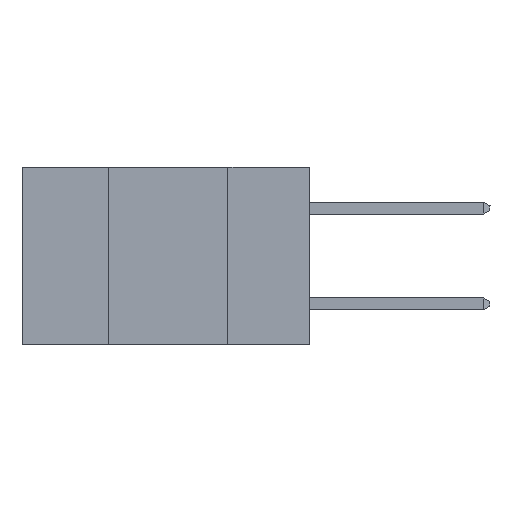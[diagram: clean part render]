
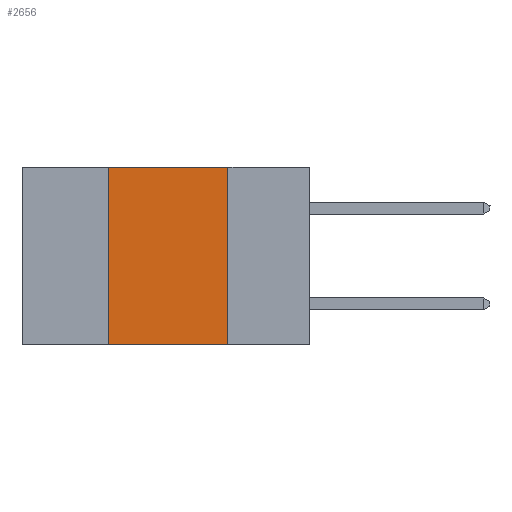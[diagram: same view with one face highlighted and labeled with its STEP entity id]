
A CAD part, left-side view. The second image highlights one B-rep face of the part: STEP entity #2656.
In plain terms, the highlighted planar face has unit normal (-1, 0, 0).
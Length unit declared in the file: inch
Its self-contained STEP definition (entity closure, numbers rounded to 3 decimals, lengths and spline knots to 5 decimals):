
#9 = ORIENTED_EDGE ( 'NONE', *, *, #6920, .F. ) ;
#93 = LINE ( 'NONE', #10649, #7613 ) ;
#1334 = VERTEX_POINT ( 'NONE', #16452 ) ;
#1338 = CARTESIAN_POINT ( 'NONE',  ( 0., 0.6, 0. ) ) ;
#1682 = CARTESIAN_POINT ( 'NONE',  ( 0., 0.17, 0. ) ) ;
#2538 = EDGE_CURVE ( 'NONE', #7051, #16006, #15691, .T. ) ;
#2656 = ADVANCED_FACE ( 'NONE', ( #3405 ), #12647, .F. ) ;
#3405 = FACE_OUTER_BOUND ( 'NONE', #8944, .T. ) ;
#4113 = ORIENTED_EDGE ( 'NONE', *, *, #2538, .T. ) ;
#4197 = CARTESIAN_POINT ( 'NONE',  ( 0., 0.42, 0. ) ) ;
#4246 = AXIS2_PLACEMENT_3D ( 'NONE', #1338, #14116, #12570 ) ;
#5299 = VECTOR ( 'NONE', #16811, 39.37008 ) ;
#6508 = LINE ( 'NONE', #19940, #16561 ) ;
#6920 = EDGE_CURVE ( 'NONE', #7051, #1334, #10820, .T. ) ;
#7051 = VERTEX_POINT ( 'NONE', #13586 ) ;
#7613 = VECTOR ( 'NONE', #15473, 39.37008 ) ;
#7875 = ORIENTED_EDGE ( 'NONE', *, *, #19796, .F. ) ;
#8104 = EDGE_CURVE ( 'NONE', #1334, #9264, #6508, .T. ) ;
#8944 = EDGE_LOOP ( 'NONE', ( #7875, #14167, #9, #4113 ) ) ;
#9264 = VERTEX_POINT ( 'NONE', #1682 ) ;
#10649 = CARTESIAN_POINT ( 'NONE',  ( 0., 0.17, 0. ) ) ;
#10820 = LINE ( 'NONE', #4197, #5299 ) ;
#12570 = DIRECTION ( 'NONE',  ( 0., 0., -1. ) ) ;
#12647 = PLANE ( 'NONE',  #4246 ) ;
#13586 = CARTESIAN_POINT ( 'NONE',  ( 0., 0.42, -0.37 ) ) ;
#13703 = DIRECTION ( 'NONE',  ( 0., -1., 0. ) ) ;
#14116 = DIRECTION ( 'NONE',  ( 1., 0., 0. ) ) ;
#14167 = ORIENTED_EDGE ( 'NONE', *, *, #8104, .F. ) ;
#15473 = DIRECTION ( 'NONE',  ( 0., 0., -1. ) ) ;
#15691 = LINE ( 'NONE', #18453, #18947 ) ;
#16006 = VERTEX_POINT ( 'NONE', #19243 ) ;
#16452 = CARTESIAN_POINT ( 'NONE',  ( 0., 0.42, 0. ) ) ;
#16561 = VECTOR ( 'NONE', #18402, 39.37008 ) ;
#16811 = DIRECTION ( 'NONE',  ( 0., 0., 1. ) ) ;
#18402 = DIRECTION ( 'NONE',  ( 0., -1., 0. ) ) ;
#18453 = CARTESIAN_POINT ( 'NONE',  ( 0., 0.6, -0.37 ) ) ;
#18947 = VECTOR ( 'NONE', #13703, 39.37008 ) ;
#19243 = CARTESIAN_POINT ( 'NONE',  ( 0., 0.17, -0.37 ) ) ;
#19796 = EDGE_CURVE ( 'NONE', #9264, #16006, #93, .T. ) ;
#19940 = CARTESIAN_POINT ( 'NONE',  ( 0., 0.6, 0. ) ) ;
